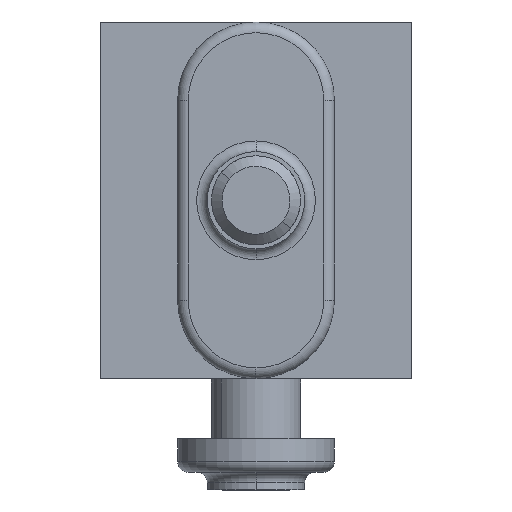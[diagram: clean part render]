
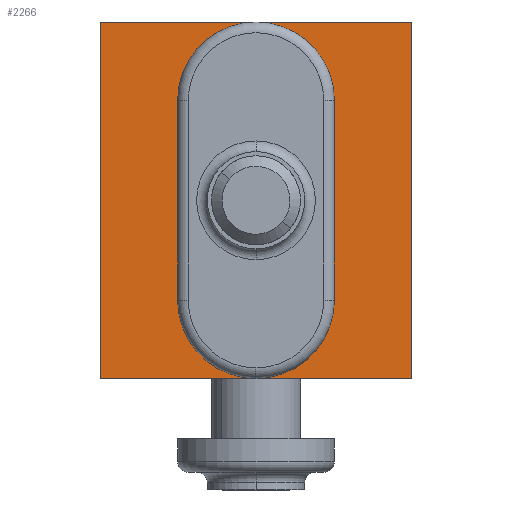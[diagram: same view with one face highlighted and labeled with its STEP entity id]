
A CAD part, front view. The second image highlights one B-rep face of the part: STEP entity #2266.
In plain terms, the highlighted planar face has unit normal (0, -1, 0).
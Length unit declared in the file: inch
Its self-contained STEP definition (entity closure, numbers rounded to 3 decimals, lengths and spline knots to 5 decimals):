
#33 = EDGE_LOOP ( 'NONE', ( #2355, #1334, #1317, #2295 ) ) ;
#44 = ORIENTED_EDGE ( 'NONE', *, *, #2291, .F. ) ;
#81 = EDGE_CURVE ( 'NONE', #2275, #2167, #727, .T. ) ;
#181 = LINE ( 'NONE', #182, #183 ) ;
#182 = CARTESIAN_POINT ( 'NONE',  ( -0.4375, 0., 1. ) ) ;
#183 = VECTOR ( 'NONE', #184, 39.37008 ) ;
#184 = DIRECTION ( 'NONE',  ( 1., 0., 0. ) ) ;
#270 = CARTESIAN_POINT ( 'NONE',  ( -0.4375, 0., 0. ) ) ;
#565 = CARTESIAN_POINT ( 'NONE',  ( -0.4375, 0., 1. ) ) ;
#580 = CARTESIAN_POINT ( 'NONE',  ( 0.4375, 0., 0. ) ) ;
#582 = CARTESIAN_POINT ( 'NONE',  ( 0.4375, 0., 1. ) ) ;
#589 = FACE_BOUND ( 'NONE', #2245, .T. ) ;
#590 = FACE_OUTER_BOUND ( 'NONE', #33, .T. ) ;
#591 = PLANE ( 'NONE',  #592 ) ;
#592 = AXIS2_PLACEMENT_3D ( 'NONE', #593, #594, #595 ) ;
#593 = CARTESIAN_POINT ( 'NONE',  ( -0.4375, 0., 1. ) ) ;
#594 = DIRECTION ( 'NONE',  ( 0., -1., 0. ) ) ;
#595 = DIRECTION ( 'NONE',  ( 0., 0., -1. ) ) ;
#659 = CARTESIAN_POINT ( 'NONE',  ( 0., 0., 0.3715 ) ) ;
#675 = LINE ( 'NONE', #676, #677 ) ;
#676 = CARTESIAN_POINT ( 'NONE',  ( 0.4375, 0., 1. ) ) ;
#677 = VECTOR ( 'NONE', #678, 39.37008 ) ;
#678 = DIRECTION ( 'NONE',  ( 0., 0., -1. ) ) ;
#727 = CIRCLE ( 'NONE', #728, 0.1285 ) ;
#728 = AXIS2_PLACEMENT_3D ( 'NONE', #729, #730, #731 ) ;
#729 = CARTESIAN_POINT ( 'NONE',  ( 0., 0., 0.5 ) ) ;
#730 = DIRECTION ( 'NONE',  ( 0., -1., 0. ) ) ;
#731 = DIRECTION ( 'NONE',  ( 0., 0., -1. ) ) ;
#744 = CIRCLE ( 'NONE', #745, 0.1285 ) ;
#745 = AXIS2_PLACEMENT_3D ( 'NONE', #746, #747, #748 ) ;
#746 = CARTESIAN_POINT ( 'NONE',  ( 0., 0., 0.5 ) ) ;
#747 = DIRECTION ( 'NONE',  ( 0., -1., 0. ) ) ;
#748 = DIRECTION ( 'NONE',  ( 0., 0., -1. ) ) ;
#970 = EDGE_CURVE ( 'NONE', #1803, #1316, #1283, .T. ) ;
#1075 = EDGE_CURVE ( 'NONE', #1316, #1820, #1305, .T. ) ;
#1177 = EDGE_CURVE ( 'NONE', #1803, #1821, #181, .T. ) ;
#1192 = CARTESIAN_POINT ( 'NONE',  ( 0., 0., 0.6285 ) ) ;
#1283 = LINE ( 'NONE', #1284, #1285 ) ;
#1284 = CARTESIAN_POINT ( 'NONE',  ( -0.4375, 0., 1. ) ) ;
#1285 = VECTOR ( 'NONE', #1286, 39.37008 ) ;
#1286 = DIRECTION ( 'NONE',  ( 0., 0., -1. ) ) ;
#1305 = LINE ( 'NONE', #1306, #1307 ) ;
#1306 = CARTESIAN_POINT ( 'NONE',  ( -0.4375, 0., 0. ) ) ;
#1307 = VECTOR ( 'NONE', #1308, 39.37008 ) ;
#1308 = DIRECTION ( 'NONE',  ( 1., 0., 0. ) ) ;
#1316 = VERTEX_POINT ( 'NONE', #270 ) ;
#1317 = ORIENTED_EDGE ( 'NONE', *, *, #970, .T. ) ;
#1334 = ORIENTED_EDGE ( 'NONE', *, *, #1177, .F. ) ;
#1803 = VERTEX_POINT ( 'NONE', #565 ) ;
#1820 = VERTEX_POINT ( 'NONE', #580 ) ;
#1821 = VERTEX_POINT ( 'NONE', #582 ) ;
#1991 = EDGE_CURVE ( 'NONE', #1821, #1820, #675, .T. ) ;
#2134 = ORIENTED_EDGE ( 'NONE', *, *, #81, .F. ) ;
#2167 = VERTEX_POINT ( 'NONE', #1192 ) ;
#2245 = EDGE_LOOP ( 'NONE', ( #2134, #44 ) ) ;
#2266 = ADVANCED_FACE ( 'NONE', ( #589, #590 ), #591, .T. ) ;
#2275 = VERTEX_POINT ( 'NONE', #659 ) ;
#2291 = EDGE_CURVE ( 'NONE', #2167, #2275, #744, .T. ) ;
#2295 = ORIENTED_EDGE ( 'NONE', *, *, #1075, .T. ) ;
#2355 = ORIENTED_EDGE ( 'NONE', *, *, #1991, .F. ) ;
